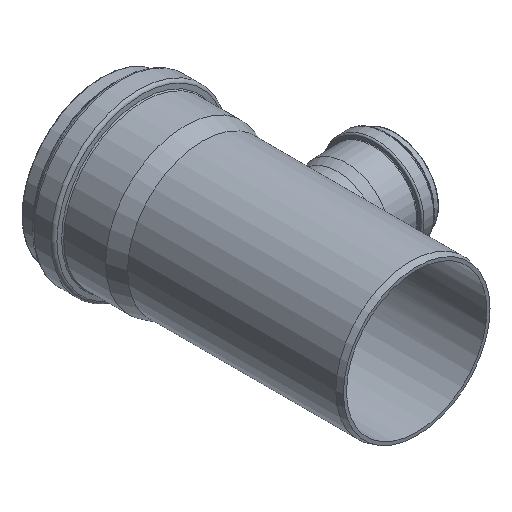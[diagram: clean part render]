
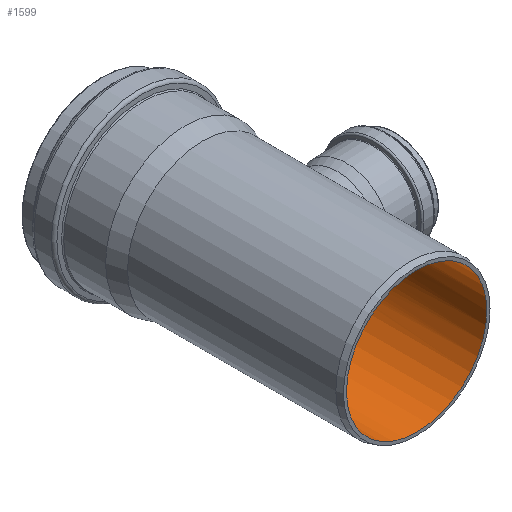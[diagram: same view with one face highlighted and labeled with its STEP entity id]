
A CAD part, isometric view. The second image highlights one B-rep face of the part: STEP entity #1599.
In plain terms, the highlighted cylindrical face has radius 93.85 mm (diameter 187.7 mm), a full revolution.
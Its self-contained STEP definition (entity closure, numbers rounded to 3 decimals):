
#104=LINE('',#3673,#142);
#105=LINE('',#3674,#143);
#142=VECTOR('',#2485,93.85);
#143=VECTOR('',#2486,93.85);
#257=CIRCLE('',#1771,93.85);
#258=CIRCLE('',#1772,93.85);
#350=CIRCLE('',#1892,93.85);
#351=CIRCLE('',#1893,93.85);
#377=CYLINDRICAL_SURFACE('',#1894,93.85);
#446=FACE_OUTER_BOUND('',#522,.T.);
#522=EDGE_LOOP('',(#1490,#1491,#1492,#1493,#1494,#1495,#1496,#1497,#1498,
#1499,#1500));
#537=B_SPLINE_CURVE_WITH_KNOTS('',3,(#3345,#3346,#3347,#3348,#3349,#3350,
#3351,#3352,#3353,#3354,#3355,#3356,#3357,#3358,#3359,#3360,#3361,#3362),
 .UNSPECIFIED.,.F.,.F.,(4,2,2,2,2,2,2,2,4),(0.,0.993,1.985,
2.978,3.971,4.968,5.965,6.961,
7.958),.UNSPECIFIED.);
#538=B_SPLINE_CURVE_WITH_KNOTS('',3,(#3364,#3365,#3366,#3367,#3368,#3369,
#3370,#3371,#3372,#3373,#3374,#3375,#3376,#3377,#3378,#3379,#3380,#3381),
 .UNSPECIFIED.,.F.,.F.,(4,2,2,2,2,2,2,2,4),(23.962,24.96,
25.959,26.957,27.955,28.968,29.981,
30.995,32.008),.UNSPECIFIED.);
#539=B_SPLINE_CURVE_WITH_KNOTS('',3,(#3382,#3383,#3384,#3385,#3386,#3387,
#3388,#3389,#3390,#3391,#3392,#3393,#3394,#3395,#3396,#3397,#3398,#3399,
#3400,#3401,#3402,#3403,#3404,#3405,#3406,#3407,#3408,#3409,#3410,#3411,
#3412,#3413,#3414,#3415),.UNSPECIFIED.,.F.,.F.,(4,2,2,2,2,2,2,2,2,2,2,2,
2,2,2,2,4),(7.958,8.955,9.952,10.949,
11.946,12.939,13.931,14.924,15.917,
16.93,17.943,18.956,19.969,20.967,
21.966,22.964,23.962),.UNSPECIFIED.);
#630=VERTEX_POINT('',#3343);
#631=VERTEX_POINT('',#3344);
#632=VERTEX_POINT('',#3363);
#645=VERTEX_POINT('',#3454);
#646=VERTEX_POINT('',#3455);
#725=VERTEX_POINT('',#3667);
#726=VERTEX_POINT('',#3669);
#856=EDGE_CURVE('',#630,#631,#537,.T.);
#857=EDGE_CURVE('',#632,#630,#538,.T.);
#858=EDGE_CURVE('',#631,#632,#539,.T.);
#878=EDGE_CURVE('',#645,#646,#257,.T.);
#879=EDGE_CURVE('',#646,#645,#258,.T.);
#984=EDGE_CURVE('',#726,#725,#350,.T.);
#985=EDGE_CURVE('',#725,#726,#351,.T.);
#986=EDGE_CURVE('',#725,#632,#104,.T.);
#987=EDGE_CURVE('',#631,#646,#105,.T.);
#1490=ORIENTED_EDGE('',*,*,#984,.T.);
#1491=ORIENTED_EDGE('',*,*,#986,.T.);
#1492=ORIENTED_EDGE('',*,*,#857,.T.);
#1493=ORIENTED_EDGE('',*,*,#856,.T.);
#1494=ORIENTED_EDGE('',*,*,#987,.T.);
#1495=ORIENTED_EDGE('',*,*,#878,.F.);
#1496=ORIENTED_EDGE('',*,*,#879,.F.);
#1497=ORIENTED_EDGE('',*,*,#987,.F.);
#1498=ORIENTED_EDGE('',*,*,#858,.T.);
#1499=ORIENTED_EDGE('',*,*,#986,.F.);
#1500=ORIENTED_EDGE('',*,*,#985,.T.);
#1599=ADVANCED_FACE('',(#446),#377,.F.);
#1771=AXIS2_PLACEMENT_3D('',#3456,#2224,#2225);
#1772=AXIS2_PLACEMENT_3D('',#3457,#2226,#2227);
#1892=AXIS2_PLACEMENT_3D('',#3670,#2479,#2480);
#1893=AXIS2_PLACEMENT_3D('',#3671,#2481,#2482);
#1894=AXIS2_PLACEMENT_3D('',#3672,#2483,#2484);
#2224=DIRECTION('center_axis',(0.,1.,0.));
#2225=DIRECTION('ref_axis',(1.,0.,0.));
#2226=DIRECTION('center_axis',(0.,1.,0.));
#2227=DIRECTION('ref_axis',(1.,0.,0.));
#2479=DIRECTION('center_axis',(0.,1.,0.));
#2480=DIRECTION('ref_axis',(1.,0.,0.));
#2481=DIRECTION('center_axis',(0.,1.,0.));
#2482=DIRECTION('ref_axis',(1.,0.,0.));
#2483=DIRECTION('center_axis',(0.,1.,0.));
#2484=DIRECTION('ref_axis',(-1.,0.,0.));
#2485=DIRECTION('',(0.,-1.,0.));
#2486=DIRECTION('',(0.,-1.,0.));
#3343=CARTESIAN_POINT('',(78.293,207.418,51.75));
#3344=CARTESIAN_POINT('',(93.85,156.298,0.));
#3345=CARTESIAN_POINT('Ctrl Pts',(78.293,207.418,51.75));
#3346=CARTESIAN_POINT('Ctrl Pts',(78.293,204.109,51.75));
#3347=CARTESIAN_POINT('Ctrl Pts',(78.509,200.718,51.428));
#3348=CARTESIAN_POINT('Ctrl Pts',(79.365,194.031,50.097));
#3349=CARTESIAN_POINT('Ctrl Pts',(80.004,190.735,49.087));
#3350=CARTESIAN_POINT('Ctrl Pts',(81.566,184.46,46.446));
#3351=CARTESIAN_POINT('Ctrl Pts',(82.488,181.474,44.811));
#3352=CARTESIAN_POINT('Ctrl Pts',(84.42,175.972,41.055));
#3353=CARTESIAN_POINT('Ctrl Pts',(85.429,173.455,38.933));
#3354=CARTESIAN_POINT('Ctrl Pts',(87.347,168.996,34.415));
#3355=CARTESIAN_POINT('Ctrl Pts',(88.328,166.892,31.853));
#3356=CARTESIAN_POINT('Ctrl Pts',(90.151,163.169,26.253));
#3357=CARTESIAN_POINT('Ctrl Pts',(90.992,161.548,23.214));
#3358=CARTESIAN_POINT('Ctrl Pts',(92.384,158.931,16.84));
#3359=CARTESIAN_POINT('Ctrl Pts',(92.936,157.933,13.498));
#3360=CARTESIAN_POINT('Ctrl Pts',(93.669,156.616,6.74));
#3361=CARTESIAN_POINT('Ctrl Pts',(93.85,156.298,3.323));
#3362=CARTESIAN_POINT('Ctrl Pts',(93.85,156.298,0.));
#3363=CARTESIAN_POINT('',(93.85,259.897,0.));
#3364=CARTESIAN_POINT('Ctrl Pts',(93.85,259.897,0.));
#3365=CARTESIAN_POINT('Ctrl Pts',(93.85,259.897,3.328));
#3366=CARTESIAN_POINT('Ctrl Pts',(93.669,259.563,6.743));
#3367=CARTESIAN_POINT('Ctrl Pts',(92.938,258.186,13.486));
#3368=CARTESIAN_POINT('Ctrl Pts',(92.389,257.144,16.813));
#3369=CARTESIAN_POINT('Ctrl Pts',(91.008,254.428,23.15));
#3370=CARTESIAN_POINT('Ctrl Pts',(90.176,252.752,26.166));
#3371=CARTESIAN_POINT('Ctrl Pts',(88.376,248.925,31.718));
#3372=CARTESIAN_POINT('Ctrl Pts',(87.409,246.773,34.254));
#3373=CARTESIAN_POINT('Ctrl Pts',(85.504,242.196,38.768));
#3374=CARTESIAN_POINT('Ctrl Pts',(84.493,239.597,40.906));
#3375=CARTESIAN_POINT('Ctrl Pts',(82.552,233.933,44.694));
#3376=CARTESIAN_POINT('Ctrl Pts',(81.623,230.868,46.345));
#3377=CARTESIAN_POINT('Ctrl Pts',(80.044,224.443,49.023));
#3378=CARTESIAN_POINT('Ctrl Pts',(79.394,221.077,50.051));
#3379=CARTESIAN_POINT('Ctrl Pts',(78.517,214.253,51.415));
#3380=CARTESIAN_POINT('Ctrl Pts',(78.293,210.795,51.75));
#3381=CARTESIAN_POINT('Ctrl Pts',(78.293,207.418,51.75));
#3382=CARTESIAN_POINT('Ctrl Pts',(93.85,156.298,0.));
#3383=CARTESIAN_POINT('Ctrl Pts',(93.85,156.298,-3.323));
#3384=CARTESIAN_POINT('Ctrl Pts',(93.669,156.616,-6.74));
#3385=CARTESIAN_POINT('Ctrl Pts',(92.936,157.933,-13.498));
#3386=CARTESIAN_POINT('Ctrl Pts',(92.384,158.931,-16.84));
#3387=CARTESIAN_POINT('Ctrl Pts',(90.992,161.548,-23.214));
#3388=CARTESIAN_POINT('Ctrl Pts',(90.151,163.169,-26.253));
#3389=CARTESIAN_POINT('Ctrl Pts',(88.328,166.892,-31.853));
#3390=CARTESIAN_POINT('Ctrl Pts',(87.347,168.996,-34.415));
#3391=CARTESIAN_POINT('Ctrl Pts',(85.429,173.455,-38.933));
#3392=CARTESIAN_POINT('Ctrl Pts',(84.42,175.972,-41.055));
#3393=CARTESIAN_POINT('Ctrl Pts',(82.488,181.474,-44.811));
#3394=CARTESIAN_POINT('Ctrl Pts',(81.566,184.46,-46.446));
#3395=CARTESIAN_POINT('Ctrl Pts',(80.004,190.735,-49.087));
#3396=CARTESIAN_POINT('Ctrl Pts',(79.365,194.031,-50.097));
#3397=CARTESIAN_POINT('Ctrl Pts',(78.509,200.718,-51.428));
#3398=CARTESIAN_POINT('Ctrl Pts',(78.293,204.109,-51.75));
#3399=CARTESIAN_POINT('Ctrl Pts',(78.293,210.795,-51.75));
#3400=CARTESIAN_POINT('Ctrl Pts',(78.517,214.253,-51.415));
#3401=CARTESIAN_POINT('Ctrl Pts',(79.394,221.077,-50.051));
#3402=CARTESIAN_POINT('Ctrl Pts',(80.044,224.443,-49.023));
#3403=CARTESIAN_POINT('Ctrl Pts',(81.623,230.868,-46.345));
#3404=CARTESIAN_POINT('Ctrl Pts',(82.552,233.933,-44.694));
#3405=CARTESIAN_POINT('Ctrl Pts',(84.493,239.597,-40.906));
#3406=CARTESIAN_POINT('Ctrl Pts',(85.504,242.196,-38.768));
#3407=CARTESIAN_POINT('Ctrl Pts',(87.409,246.773,-34.254));
#3408=CARTESIAN_POINT('Ctrl Pts',(88.376,248.925,-31.718));
#3409=CARTESIAN_POINT('Ctrl Pts',(90.176,252.752,-26.166));
#3410=CARTESIAN_POINT('Ctrl Pts',(91.008,254.428,-23.15));
#3411=CARTESIAN_POINT('Ctrl Pts',(92.389,257.144,-16.813));
#3412=CARTESIAN_POINT('Ctrl Pts',(92.938,258.186,-13.486));
#3413=CARTESIAN_POINT('Ctrl Pts',(93.669,259.563,-6.743));
#3414=CARTESIAN_POINT('Ctrl Pts',(93.85,259.897,-3.328));
#3415=CARTESIAN_POINT('Ctrl Pts',(93.85,259.897,0.));
#3454=CARTESIAN_POINT('',(-93.85,0.,0.));
#3455=CARTESIAN_POINT('',(93.85,0.,0.));
#3456=CARTESIAN_POINT('Origin',(0.,0.,0.));
#3457=CARTESIAN_POINT('Origin',(0.,0.,0.));
#3667=CARTESIAN_POINT('',(93.85,287.249,0.));
#3669=CARTESIAN_POINT('',(-93.85,287.249,0.));
#3670=CARTESIAN_POINT('Origin',(0.,287.249,
0.));
#3671=CARTESIAN_POINT('Origin',(0.,287.249,
0.));
#3672=CARTESIAN_POINT('Origin',(0.,143.624,
0.));
#3673=CARTESIAN_POINT('',(93.85,143.624,0.));
#3674=CARTESIAN_POINT('',(93.85,143.624,0.));
